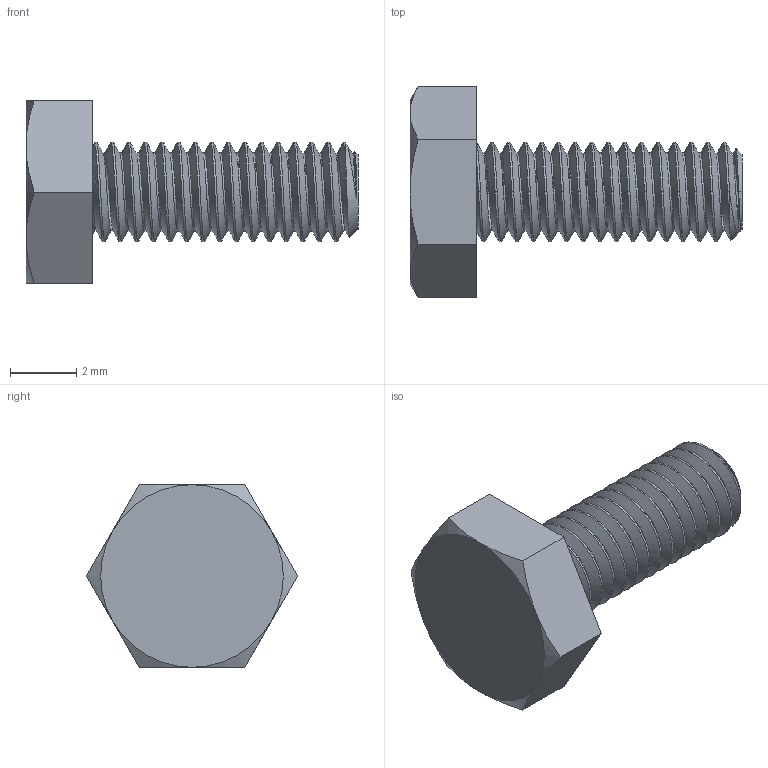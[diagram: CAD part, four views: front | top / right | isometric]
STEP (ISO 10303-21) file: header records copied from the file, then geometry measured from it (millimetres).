
FILE_DESCRIPTION (( 'STEP AP214' ), '1' );
FILE_NAME ('REV-41-1359.STEP', '2017-04-01T04:28:59', ( '' ), ( '' ), 'SwSTEP 2.0', 'SolidWorks 2016', '' );
FILE_SCHEMA (( 'AUTOMOTIVE_DESIGN' ));
Length unit declared in the file: millimetre
Products named in the file (1): REV-41-1359
Bounding box: 10 x 6.35 x 5.5 mm (x, y, z)
Surface area: 431.6 mm2 (no closed solid volume)
Topology: 0 solids, 1 shells, 52 faces, 171 edges, 115 vertices
Faces by surface type: cylinder 33, plane 9, cone 8, bspline 2
Entity records: 6294 total; most frequent: CARTESIAN_POINT 5105, ORIENTED_EDGE 306, DIRECTION 171, EDGE_CURVE 163, VERTEX_POINT 111, AXIS2_PLACEMENT_3D 63, EDGE_LOOP 53, ADVANCED_FACE 52
